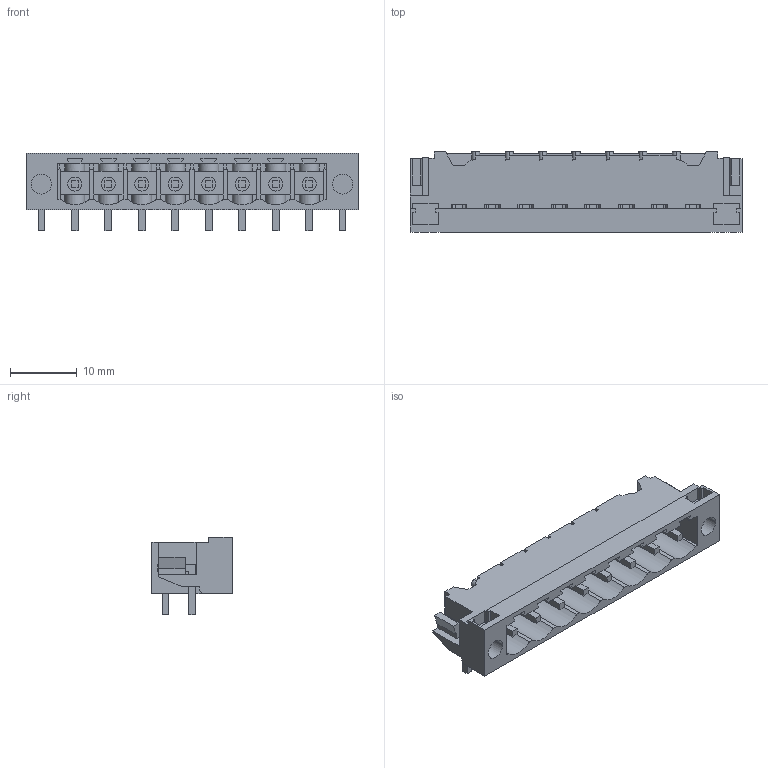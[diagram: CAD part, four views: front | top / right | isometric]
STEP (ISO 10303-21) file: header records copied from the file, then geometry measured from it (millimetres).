
FILE_DESCRIPTION(('CATIA V5 STEP Exchange','CAx-IF Rec.Pracs.--- Model Styling and Organization---1.2---2011-12-15'),'2;1');
FILE_NAME ('7601249_2_1840410000_1840410000.stp','2018-03-08T09:43:09+00:00',('none'),('Weidmueller'),'CATIA Version 5-6 Release 2014','CATIA V5 STEP AP214','none');
FILE_SCHEMA(('AUTOMOTIVE_DESIGN { 1 0 10303 214 1 1 1 1 }'));
Length unit declared in the file: millimetre
Products named in the file (1): 1840410000
Bounding box: 49.6 x 12 x 11.63 mm (x, y, z)
Volume: 1955.2 mm3; surface area: 4372.2 mm2
Topology: 11 solids, 11 shells, 611 faces, 1885 edges, 1281 vertices
Faces by surface type: plane 515, cylinder 96
Entity records: 19761 total; most frequent: CARTESIAN_POINT 3896, ORIENTED_EDGE 3770, DIRECTION 2552, EDGE_CURVE 1885, VECTOR 1598, LINE 1598, VERTEX_POINT 1281, EDGE_LOOP 632
